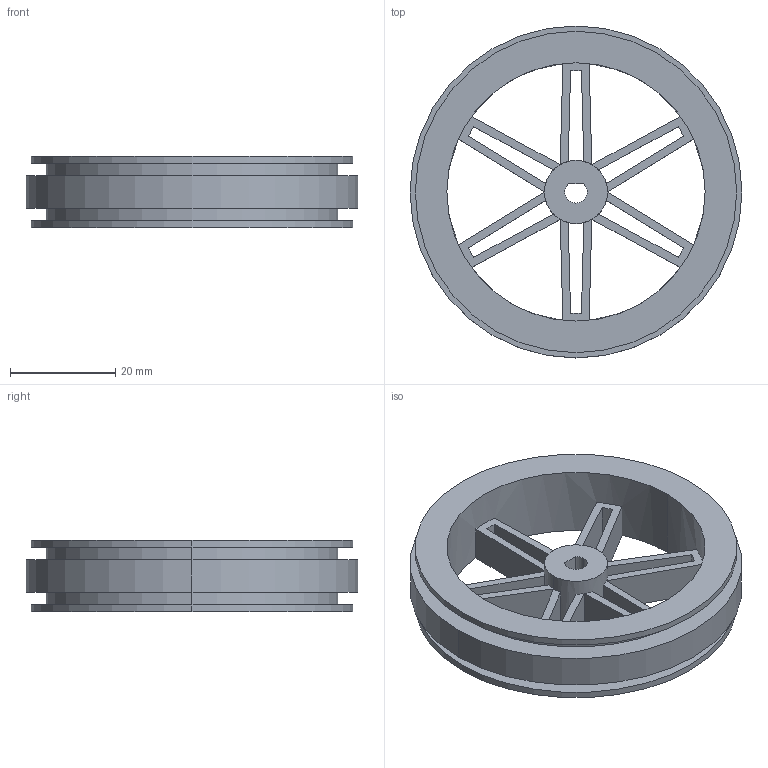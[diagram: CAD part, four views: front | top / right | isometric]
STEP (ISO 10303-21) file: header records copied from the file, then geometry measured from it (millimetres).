
FILE_DESCRIPTION (( 'STEP AP214' ), '1' );
FILE_NAME ('wheel.STEP', '2023-09-18T16:24:38', ( '' ), ( '' ), 'SwSTEP 2.0', 'SolidWorks 2022', '' );
FILE_SCHEMA (( 'AUTOMOTIVE_DESIGN' ));
Length unit declared in the file: millimetre
Products named in the file (1): wheel
Bounding box: 63.1 x 63.1 x 13.5 mm (x, y, z)
Volume: 16168.8 mm3; surface area: 13261.3 mm2
Topology: 1 solids, 1 shells, 61 faces, 184 edges, 118 vertices
Faces by surface type: plane 38, cylinder 23
Entity records: 2166 total; most frequent: DIRECTION 382, ORIENTED_EDGE 368, CARTESIAN_POINT 364, EDGE_CURVE 184, AXIS2_PLACEMENT_3D 136, VERTEX_POINT 118, VECTOR 110, LINE 110
